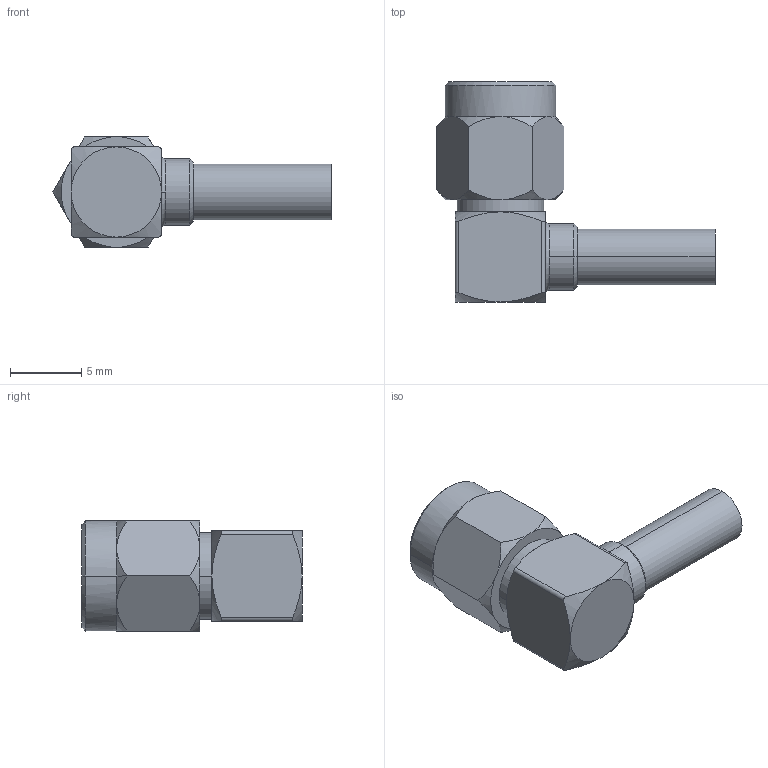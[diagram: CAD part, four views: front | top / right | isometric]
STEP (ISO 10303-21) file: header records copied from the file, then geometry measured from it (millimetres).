
FILE_DESCRIPTION (( 'STEP AP203' ), '1' );
FILE_NAME ('PE4785.step', '2018-04-19T15:56:23', ( '' ), ( '' ), 'SwSTEP 2.0', 'SolidWorks 2017', '' );
FILE_SCHEMA (( 'CONFIG_CONTROL_DESIGN' ));
Length unit declared in the file: inch
Products named in the file (1): PE4785
Bounding box: 19.58 x 15.49 x 7.77 mm (x, y, z)
Volume: 654.2 mm3; surface area: 1022.6 mm2
Topology: 2 solids, 2 shells, 2290 faces, 4783 edges, 2506 vertices
Faces by surface type: bspline 1763, cylinder 446, plane 45, cone 34, torus 2
Entity records: 87171 total; most frequent: CARTESIAN_POINT 58094, ORIENTED_EDGE 9566, EDGE_CURVE 4783, VERTEX_POINT 2506, EDGE_LOOP 2301, FACE_OUTER_BOUND 2290, ADVANCED_FACE 2290, B_SPLINE_CURVE_WITH_KNOTS 2059
